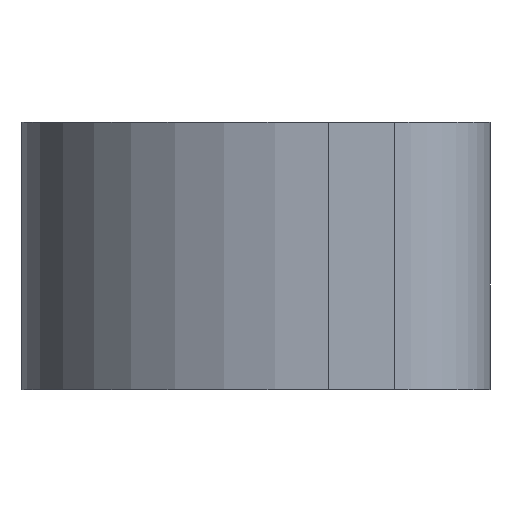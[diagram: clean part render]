
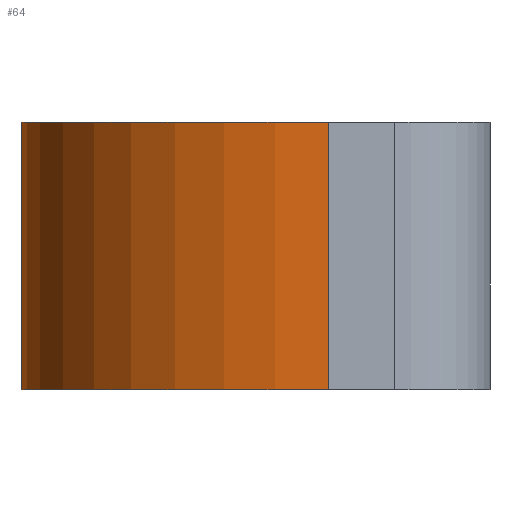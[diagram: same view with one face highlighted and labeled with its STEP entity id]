
A CAD part, left-side view. The second image highlights one B-rep face of the part: STEP entity #64.
In plain terms, the highlighted cylindrical face has radius 16.033 mm (diameter 32.066 mm), a partial arc.
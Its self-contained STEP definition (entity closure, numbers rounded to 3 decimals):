
#64=ADVANCED_FACE('',(#162),#164,.T.);
#162=FACE_BOUND('',#163,.T.);
#163=EDGE_LOOP('',(#319,#320,#321,#322));
#164=CYLINDRICAL_SURFACE('',#165,16.033);
#165=AXIS2_PLACEMENT_3D('',#166,#167,#168);
#166=CARTESIAN_POINT('',(-3.967,-0.533,14.));
#167=DIRECTION('',(0.,0.,-1.));
#168=DIRECTION('',(-1.,0.,0.));
#319=ORIENTED_EDGE('',*,*,#397,.T.);
#320=ORIENTED_EDGE('',*,*,#398,.T.);
#321=ORIENTED_EDGE('',*,*,#359,.F.);
#322=ORIENTED_EDGE('',*,*,#396,.F.);
#359=EDGE_CURVE('',#409,#411,#412,.T.);
#396=EDGE_CURVE('',#472,#409,#474,.T.);
#397=EDGE_CURVE('',#472,#475,#476,.T.);
#398=EDGE_CURVE('',#475,#411,#477,.T.);
#409=VERTEX_POINT('',#497);
#411=VERTEX_POINT('',#501);
#412=CIRCLE('',#502,16.033);
#472=VERTEX_POINT('',#650);
#474=LINE('',#654,#655);
#475=VERTEX_POINT('',#657);
#476=CIRCLE('',#658,16.033);
#477=LINE('',#662,#663);
#497=CARTESIAN_POINT('',(-20.,-0.533,0.));
#501=CARTESIAN_POINT('',(-3.967,15.5,0.));
#502=AXIS2_PLACEMENT_3D('',#503,#504,#505);
#503=CARTESIAN_POINT('',(-3.967,-0.533,0.));
#504=DIRECTION('',(0.,0.,-1.));
#505=DIRECTION('',(-1.,0.,0.));
#650=CARTESIAN_POINT('',(-20.,-0.533,14.));
#654=CARTESIAN_POINT('',(-20.,-0.533,14.));
#655=VECTOR('',#656,1.);
#656=DIRECTION('',(0.,0.,-1.));
#657=CARTESIAN_POINT('',(-3.967,15.5,14.));
#658=AXIS2_PLACEMENT_3D('',#659,#660,#661);
#659=CARTESIAN_POINT('',(-3.967,-0.533,14.));
#660=DIRECTION('',(0.,0.,-1.));
#661=DIRECTION('',(-1.,0.,0.));
#662=CARTESIAN_POINT('',(-3.967,15.5,14.));
#663=VECTOR('',#664,1.);
#664=DIRECTION('',(0.,0.,-1.));
